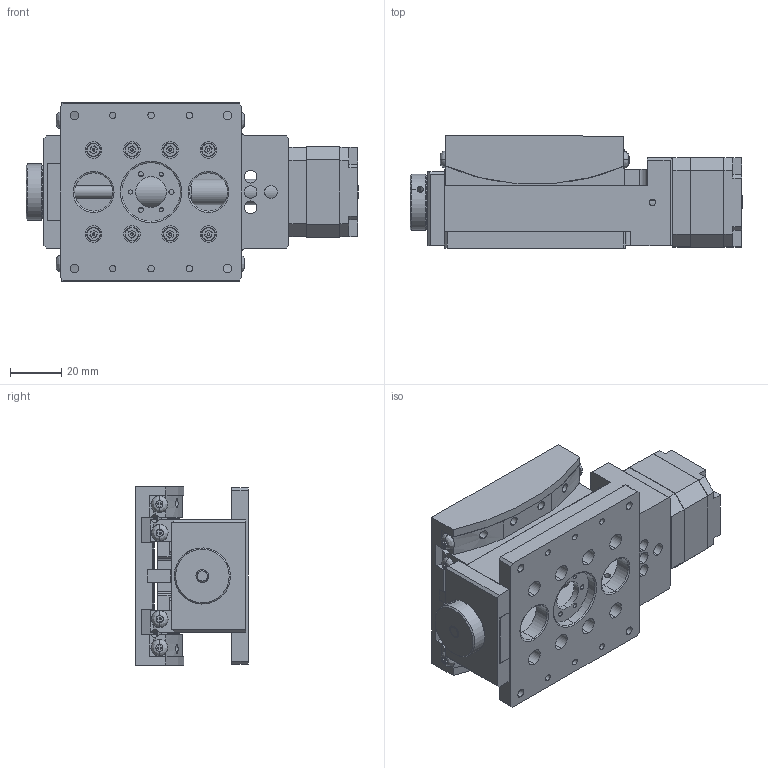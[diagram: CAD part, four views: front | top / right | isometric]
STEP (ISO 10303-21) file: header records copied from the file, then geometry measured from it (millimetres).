
FILE_DESCRIPTION (( 'STEP AP214' ), '1' );
FILE_NAME ('Simplified VSM17-G-070.STEP', '2022-10-03T13:24:35', ( '' ), ( '' ), 'SwSTEP 2.0', 'SolidWorks 2022', '' );
FILE_SCHEMA (( 'AUTOMOTIVE_DESIGN' ));
Length unit declared in the file: millimetre
Products named in the file (15): Cap Head M3x16 Vent; RVF3070_85_10Z; Cap Head M3x8 Vent; Simplified VSM17-G-070 Table; _RVF3070__85_10Z_Body_2; Simplified Knob; _RVF3070__85_10Z_Roller_6; Simplified VSM17-G-070 Chassis; Simplified VSM17-G-070 EndCap; _RVF3070__85_10Z_Body_1_4; Simplified VSM17-G-070; Simplified VSM17-G-070 Motor_H; Simplified Worm Wheel; Simplified VSM17-G-070 Shaft
Assembly tree (31 placements, depth 3):
  Simplified VSM17-G-070
    Simplified VSM17-G-070 Chassis
    Simplified VSM17-G-070 Motor_H
    Simplified VSM17-G-070 EndCap
    Simplified VSM17-G-070 Shaft
    Simplified Knob
    RVF3070_85_10Z
      _RVF3070__85_10Z_Body_2
      _RVF3070__85_10Z_Body_1_4
      _RVF3070__85_10Z_Roller_6
    RVF3070_85_10Z
      _RVF3070__85_10Z_Body_2
      _RVF3070__85_10Z_Body_1_4
      _RVF3070__85_10Z_Roller_6
    Simplified VSM17-G-070 Table
    Simplified Worm Wheel
    Cap Head M3x16 Vent  x8
    Cap Head M3x8 Vent  x8
Bounding box: 130.1 x 44.11 x 70 mm (x, y, z)
Volume: 188950.3 mm3; surface area: 83980.1 mm2
Topology: 29 solids, 29 shells, 1219 faces, 2914 edges, 1837 vertices
Faces by surface type: plane 622, cylinder 389, cone 120, torus 70, bspline 18
Entity records: 24096 total; most frequent: CARTESIAN_POINT 4174, DIRECTION 3514, ORIENTED_EDGE 3236, EDGE_CURVE 1618, AXIS2_PLACEMENT_3D 1285, VERTEX_POINT 1045, LINE 944, VECTOR 944
